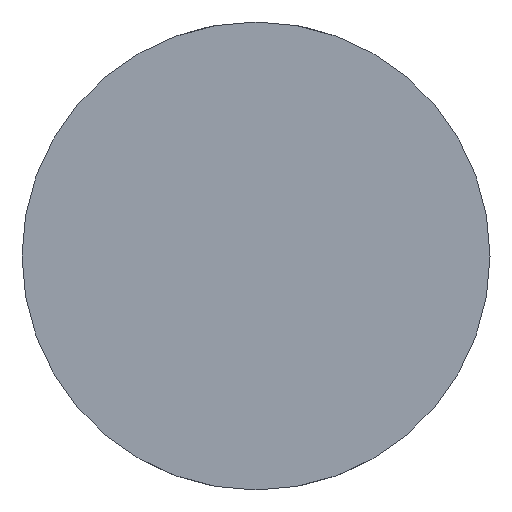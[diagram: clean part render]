
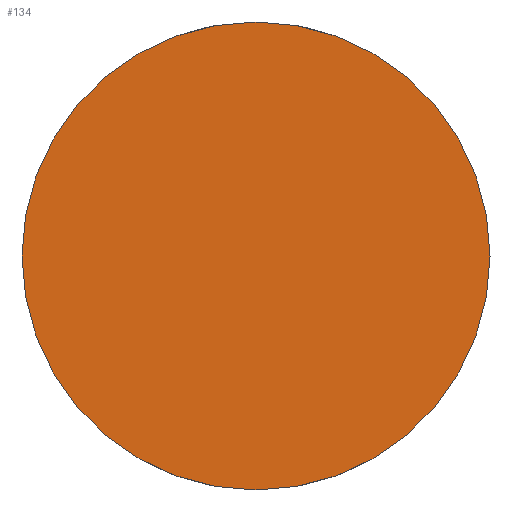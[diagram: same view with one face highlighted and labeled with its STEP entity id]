
A CAD part, front view. The second image highlights one B-rep face of the part: STEP entity #134.
In plain terms, the highlighted planar face has unit normal (0, -1, 0).
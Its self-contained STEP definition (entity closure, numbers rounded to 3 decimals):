
#5 = CARTESIAN_POINT ( 'NONE',  ( 0., 0., 0. ) ) ;
#20 = EDGE_CURVE ( 'NONE', #25, #71, #37, .T. ) ;
#25 = VERTEX_POINT ( 'NONE', #128 ) ;
#30 = DIRECTION ( 'NONE',  ( 0., 0., 1. ) ) ;
#37 = CIRCLE ( 'NONE', #51, 9.652 ) ;
#39 = ORIENTED_EDGE ( 'NONE', *, *, #20, .F. ) ;
#41 = CARTESIAN_POINT ( 'NONE',  ( 0., 0., 0. ) ) ;
#42 = AXIS2_PLACEMENT_3D ( 'NONE', #178, #193, #43 ) ;
#43 = DIRECTION ( 'NONE',  ( 0., 0., 1. ) ) ;
#51 = AXIS2_PLACEMENT_3D ( 'NONE', #41, #109, #30 ) ;
#56 = EDGE_LOOP ( 'NONE', ( #39, #156 ) ) ;
#71 = VERTEX_POINT ( 'NONE', #139 ) ;
#90 = EDGE_CURVE ( 'NONE', #71, #25, #209, .T. ) ;
#91 = AXIS2_PLACEMENT_3D ( 'NONE', #5, #113, #137 ) ;
#109 = DIRECTION ( 'NONE',  ( 0., 1., 0. ) ) ;
#113 = DIRECTION ( 'NONE',  ( 0., 1., 0. ) ) ;
#128 = CARTESIAN_POINT ( 'NONE',  ( 0., 0., 9.652 ) ) ;
#134 = ADVANCED_FACE ( 'NONE', ( #210 ), #142, .F. ) ;
#137 = DIRECTION ( 'NONE',  ( 0., 0., 1. ) ) ;
#139 = CARTESIAN_POINT ( 'NONE',  ( 0., 0., -9.652 ) ) ;
#142 = PLANE ( 'NONE',  #42 ) ;
#156 = ORIENTED_EDGE ( 'NONE', *, *, #90, .F. ) ;
#178 = CARTESIAN_POINT ( 'NONE',  ( 0., 0., 0. ) ) ;
#193 = DIRECTION ( 'NONE',  ( 0., 1., 0. ) ) ;
#209 = CIRCLE ( 'NONE', #91, 9.652 ) ;
#210 = FACE_OUTER_BOUND ( 'NONE', #56, .T. ) ;
